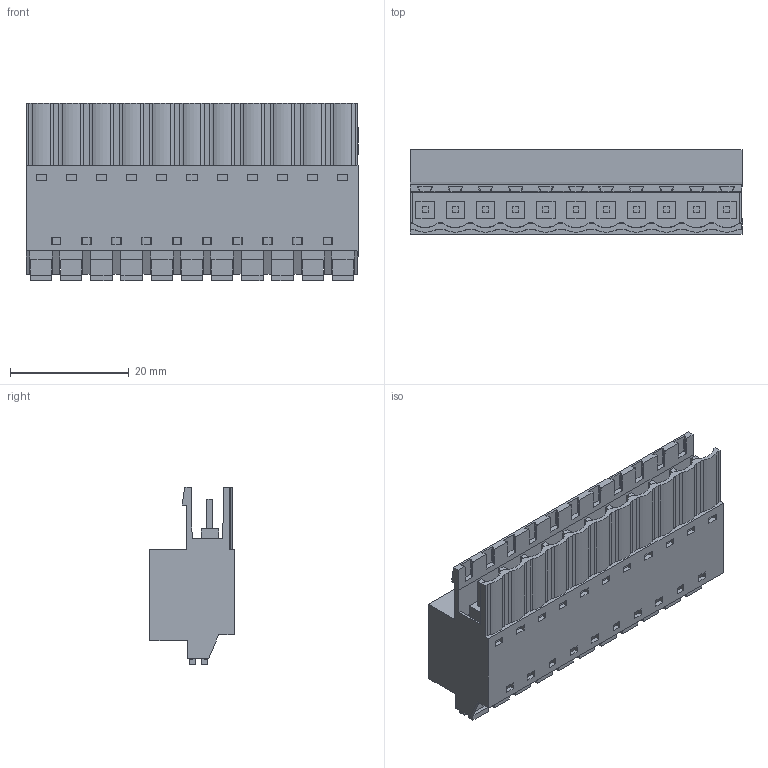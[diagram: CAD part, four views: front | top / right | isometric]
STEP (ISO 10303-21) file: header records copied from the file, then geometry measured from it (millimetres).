
FILE_DESCRIPTION(('CATIA V5 STEP Exchange','CAx-IF Rec.Pracs.--- Model Styling and Organization---1.4--- 2014-01-23'),'2;1');
FILE_NAME ('011672-2_0_1335420000_1335420000.stp','2021-07-01T15:30:24+00:00',('none'),('Weidmueller'),'CATIA Version 5-6 Release 2016 SP3 HF44','CATIA V5 STEP AP214','none');
FILE_SCHEMA(('AUTOMOTIVE_DESIGN { 1 0 10303 214 1 1 1 1 }'));
Length unit declared in the file: millimetre
Products named in the file (1): 1335420000
Bounding box: 55.88 x 14.2 x 29.93 mm (x, y, z)
Volume: 12295.5 mm3; surface area: 10818.4 mm2
Topology: 23 solids, 23 shells, 1065 faces, 2788 edges, 1822 vertices
Faces by surface type: plane 944, cylinder 99, extrusion 22
Entity records: 30843 total; most frequent: CARTESIAN_POINT 6536, ORIENTED_EDGE 5576, DIRECTION 3878, EDGE_CURVE 2788, VECTOR 2577, LINE 2555, VERTEX_POINT 1822, EDGE_LOOP 1180
